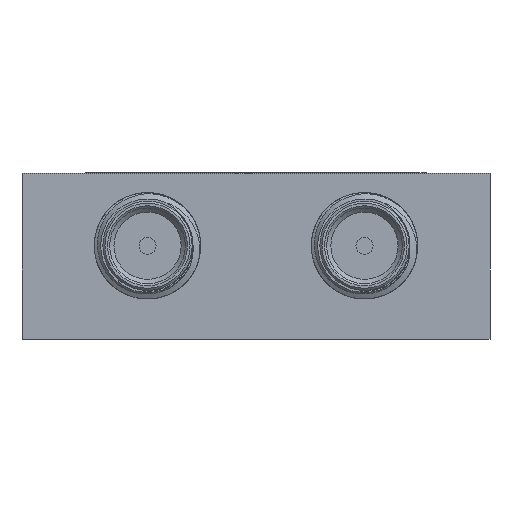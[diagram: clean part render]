
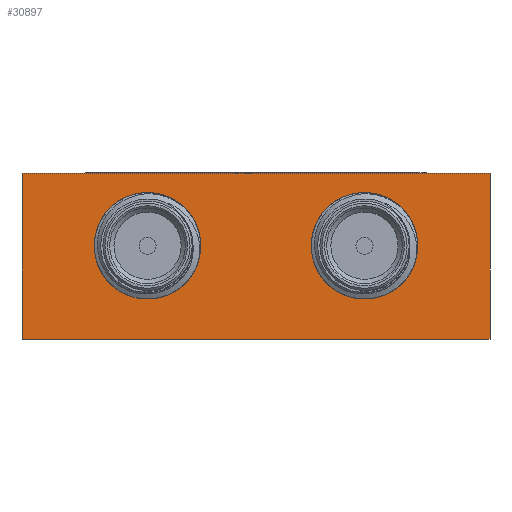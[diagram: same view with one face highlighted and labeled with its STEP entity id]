
A CAD part, front view. The second image highlights one B-rep face of the part: STEP entity #30897.
In plain terms, the highlighted planar face has unit normal (0, -1, 0).
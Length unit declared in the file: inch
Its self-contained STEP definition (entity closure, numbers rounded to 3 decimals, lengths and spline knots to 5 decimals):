
#1926 = DIRECTION ( 'NONE',  ( 0., -1., 0. ) ) ;
#2012 = AXIS2_PLACEMENT_3D ( 'NONE', #30780, #1926, #33699 ) ;
#2043 = ORIENTED_EDGE ( 'NONE', *, *, #5966, .T. ) ;
#2653 = ORIENTED_EDGE ( 'NONE', *, *, #25146, .F. ) ;
#2929 = ORIENTED_EDGE ( 'NONE', *, *, #8693, .T. ) ;
#3476 = CARTESIAN_POINT ( 'NONE',  ( 0.55, -0.69, -0.195 ) ) ;
#4374 = CARTESIAN_POINT ( 'NONE',  ( -0.55, -0.69, -0.195 ) ) ;
#5966 = EDGE_CURVE ( 'NONE', #18810, #31009, #18379, .T. ) ;
#7314 = ORIENTED_EDGE ( 'NONE', *, *, #27708, .F. ) ;
#8624 = EDGE_CURVE ( 'NONE', #30819, #37365, #33618, .T. ) ;
#8693 = EDGE_CURVE ( 'NONE', #31009, #37365, #36312, .T. ) ;
#9167 = DIRECTION ( 'NONE',  ( 0., 0., 1. ) ) ;
#9689 = PLANE ( 'NONE',  #21535 ) ;
#10025 = VECTOR ( 'NONE', #9167, 39.37008 ) ;
#10215 = CARTESIAN_POINT ( 'NONE',  ( 0.255, -0.69, 0.14 ) ) ;
#10960 = DIRECTION ( 'NONE',  ( 1., 0., 0. ) ) ;
#11837 = LINE ( 'NONE', #4374, #16364 ) ;
#12452 = FACE_BOUND ( 'NONE', #29968, .T. ) ;
#12576 = DIRECTION ( 'NONE',  ( 0., 1., 0. ) ) ;
#12703 = DIRECTION ( 'NONE',  ( 0., 0., 1. ) ) ;
#14472 = CARTESIAN_POINT ( 'NONE',  ( -0.55, -0.69, -0.195 ) ) ;
#15016 = DIRECTION ( 'NONE',  ( 0., 0., 1. ) ) ;
#16364 = VECTOR ( 'NONE', #24627, 39.37008 ) ;
#17107 = VERTEX_POINT ( 'NONE', #24401 ) ;
#17812 = CARTESIAN_POINT ( 'NONE',  ( -0.55, -0.69, 0.195 ) ) ;
#17895 = FACE_OUTER_BOUND ( 'NONE', #27941, .T. ) ;
#18054 = DIRECTION ( 'NONE',  ( 0., -1., 0. ) ) ;
#18379 = LINE ( 'NONE', #37425, #32839 ) ;
#18810 = VERTEX_POINT ( 'NONE', #14472 ) ;
#18925 = VERTEX_POINT ( 'NONE', #10215 ) ;
#19743 = CIRCLE ( 'NONE', #2012, 0.115 ) ;
#19808 = EDGE_CURVE ( 'NONE', #30819, #18810, #11837, .T. ) ;
#20041 = VECTOR ( 'NONE', #34996, 39.37008 ) ;
#20983 = AXIS2_PLACEMENT_3D ( 'NONE', #27008, #18054, #15016 ) ;
#21535 = AXIS2_PLACEMENT_3D ( 'NONE', #29932, #12576, #12703 ) ;
#22467 = FACE_BOUND ( 'NONE', #35233, .T. ) ;
#22481 = ORIENTED_EDGE ( 'NONE', *, *, #19808, .T. ) ;
#24401 = CARTESIAN_POINT ( 'NONE',  ( -0.255, -0.69, 0.14 ) ) ;
#24627 = DIRECTION ( 'NONE',  ( 0., 0., -1. ) ) ;
#25146 = EDGE_CURVE ( 'NONE', #17107, #17107, #19743, .T. ) ;
#25666 = CARTESIAN_POINT ( 'NONE',  ( 0.55, -0.69, -0.195 ) ) ;
#26271 = CARTESIAN_POINT ( 'NONE',  ( -0.55, -0.69, 0.195 ) ) ;
#27008 = CARTESIAN_POINT ( 'NONE',  ( 0.255, -0.69, 0.025 ) ) ;
#27708 = EDGE_CURVE ( 'NONE', #18925, #18925, #29636, .T. ) ;
#27941 = EDGE_LOOP ( 'NONE', ( #22481, #2043, #2929, #32863 ) ) ;
#29636 = CIRCLE ( 'NONE', #20983, 0.115 ) ;
#29932 = CARTESIAN_POINT ( 'NONE',  ( 0., -0.69, 0. ) ) ;
#29968 = EDGE_LOOP ( 'NONE', ( #2653 ) ) ;
#30780 = CARTESIAN_POINT ( 'NONE',  ( -0.255, -0.69, 0.025 ) ) ;
#30819 = VERTEX_POINT ( 'NONE', #17812 ) ;
#30897 = ADVANCED_FACE ( 'NONE', ( #17895, #12452, #22467 ), #9689, .F. ) ;
#31009 = VERTEX_POINT ( 'NONE', #25666 ) ;
#32839 = VECTOR ( 'NONE', #10960, 39.37008 ) ;
#32863 = ORIENTED_EDGE ( 'NONE', *, *, #8624, .F. ) ;
#33618 = LINE ( 'NONE', #26271, #20041 ) ;
#33682 = CARTESIAN_POINT ( 'NONE',  ( 0.55, -0.69, 0.195 ) ) ;
#33699 = DIRECTION ( 'NONE',  ( 0., 0., 1. ) ) ;
#34996 = DIRECTION ( 'NONE',  ( 1., 0., 0. ) ) ;
#35233 = EDGE_LOOP ( 'NONE', ( #7314 ) ) ;
#36312 = LINE ( 'NONE', #3476, #10025 ) ;
#37365 = VERTEX_POINT ( 'NONE', #33682 ) ;
#37425 = CARTESIAN_POINT ( 'NONE',  ( -0.55, -0.69, -0.195 ) ) ;
